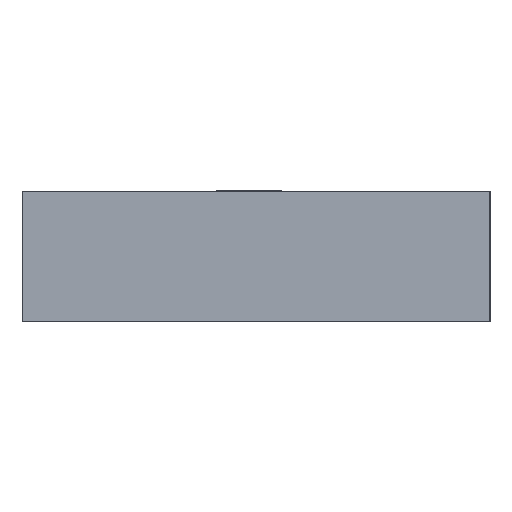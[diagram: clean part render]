
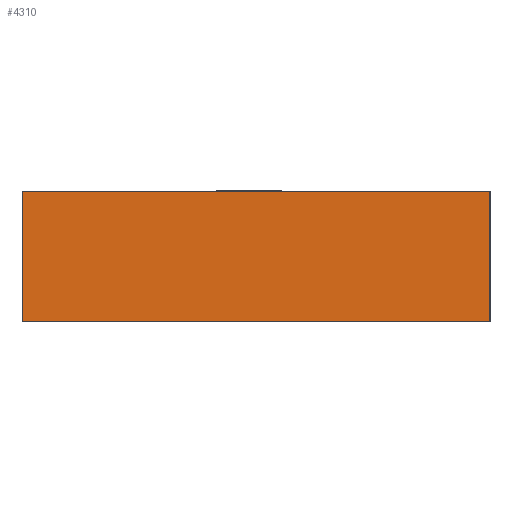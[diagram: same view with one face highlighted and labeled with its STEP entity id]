
A CAD part, left-side view. The second image highlights one B-rep face of the part: STEP entity #4310.
In plain terms, the highlighted planar face has unit normal (-1, 0, 0).
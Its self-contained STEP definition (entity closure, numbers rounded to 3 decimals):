
#92 = CARTESIAN_POINT ( 'NONE',  ( -5.678, 4.572, 2.54 ) ) ;
#358 = VERTEX_POINT ( 'NONE', #3214 ) ;
#373 = LINE ( 'NONE', #2022, #2455 ) ;
#436 = DIRECTION ( 'NONE',  ( 0., -1., 0. ) ) ;
#969 = FACE_OUTER_BOUND ( 'NONE', #1757, .T. ) ;
#999 = DIRECTION ( 'NONE',  ( 0., 0., -1. ) ) ;
#1004 = EDGE_CURVE ( 'NONE', #1427, #5263, #4727, .T. ) ;
#1100 = CARTESIAN_POINT ( 'NONE',  ( -5.678, 4.572, 2.54 ) ) ;
#1281 = CARTESIAN_POINT ( 'NONE',  ( -5.678, -4.572, 0. ) ) ;
#1302 = VECTOR ( 'NONE', #5216, 1000. ) ;
#1413 = CARTESIAN_POINT ( 'NONE',  ( -5.678, 4.572, 0. ) ) ;
#1427 = VERTEX_POINT ( 'NONE', #1100 ) ;
#1757 = EDGE_LOOP ( 'NONE', ( #4663, #3037, #5531, #2091 ) ) ;
#2013 = LINE ( 'NONE', #6198, #1302 ) ;
#2022 = CARTESIAN_POINT ( 'NONE',  ( -5.678, 4.572, 0. ) ) ;
#2091 = ORIENTED_EDGE ( 'NONE', *, *, #1004, .T. ) ;
#2157 = DIRECTION ( 'NONE',  ( 0., 0., -1. ) ) ;
#2455 = VECTOR ( 'NONE', #436, 1000. ) ;
#2762 = LINE ( 'NONE', #3336, #4071 ) ;
#3037 = ORIENTED_EDGE ( 'NONE', *, *, #6270, .F. ) ;
#3214 = CARTESIAN_POINT ( 'NONE',  ( -5.678, -4.572, 2.54 ) ) ;
#3310 = AXIS2_PLACEMENT_3D ( 'NONE', #3952, #5097, #999 ) ;
#3336 = CARTESIAN_POINT ( 'NONE',  ( -5.678, 4.572, 2.54 ) ) ;
#3952 = CARTESIAN_POINT ( 'NONE',  ( -5.678, 4.572, 2.54 ) ) ;
#4071 = VECTOR ( 'NONE', #5467, 1000. ) ;
#4206 = EDGE_CURVE ( 'NONE', #1427, #358, #2762, .T. ) ;
#4310 = ADVANCED_FACE ( 'NONE', ( #969 ), #5535, .F. ) ;
#4372 = VECTOR ( 'NONE', #2157, 1000. ) ;
#4663 = ORIENTED_EDGE ( 'NONE', *, *, #4975, .T. ) ;
#4727 = LINE ( 'NONE', #92, #4372 ) ;
#4975 = EDGE_CURVE ( 'NONE', #5263, #5641, #373, .T. ) ;
#5097 = DIRECTION ( 'NONE',  ( 1., 0., 0. ) ) ;
#5216 = DIRECTION ( 'NONE',  ( 0., 0., -1. ) ) ;
#5263 = VERTEX_POINT ( 'NONE', #1413 ) ;
#5467 = DIRECTION ( 'NONE',  ( 0., -1., 0. ) ) ;
#5531 = ORIENTED_EDGE ( 'NONE', *, *, #4206, .F. ) ;
#5535 = PLANE ( 'NONE',  #3310 ) ;
#5641 = VERTEX_POINT ( 'NONE', #1281 ) ;
#6198 = CARTESIAN_POINT ( 'NONE',  ( -5.678, -4.572, 2.54 ) ) ;
#6270 = EDGE_CURVE ( 'NONE', #358, #5641, #2013, .T. ) ;
